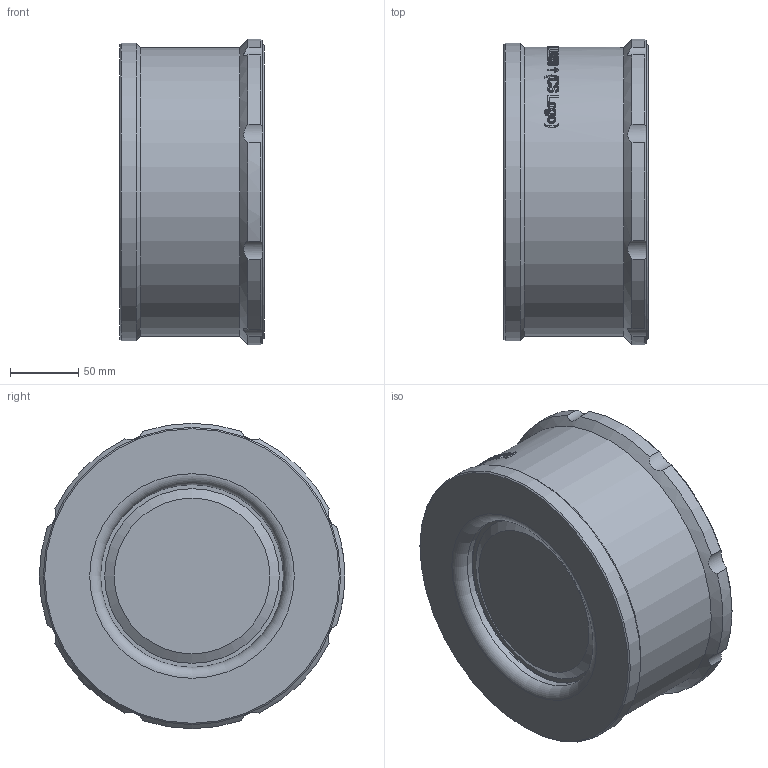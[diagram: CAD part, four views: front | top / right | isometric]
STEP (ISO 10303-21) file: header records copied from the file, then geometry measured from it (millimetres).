
FILE_DESCRIPTION(/* description */ ('Vorlage'),/* implementation_level */ '2;1');
FILE_NAME(/* name */ 'csd_____150_ari-armaturen02_1.stp',/* time_stamp */ '2019-10-04T14:28:48+02:00',/* author */ ('andreas_rotschi'),/* organization */ ('ChemValve-Schmid AG'),/* preprocessor_version */ 'ST-DEVELOPER v18',/* originating_system */ 'Autodesk Inventor 2020',/* authorisation */ '');
FILE_SCHEMA (('AUTOMOTIVE_DESIGN { 1 0 10303 214 3 1 1 }'));
Products named in the file (1): csd_____150_ari-armaturen02
Bounding box: 106 x 224 x 224 mm (x, y, z)
Volume: 1607300.5 mm3; surface area: 264791.4 mm2
Topology: 6 solids, 6 shells, 762 faces, 2044 edges, 1348 vertices
Faces by surface type: bspline 318, plane 236, cylinder 146, cone 35, torus 27
Full cylindrical faces by diameter (mm): 4.134 x1, 5 x1, 5.5 x1, 9.43 x1, 30 x1, 32 x1, 34 x1, 34.5 x1, 36.5 x1, 60 x1, 134 x1, 146 x1, 189 x1, 212 x1, 218 x1
Entity records: 94799 total; most frequent: CARTESIAN_POINT 77895, ORIENTED_EDGE 4072, DIRECTION 2538, EDGE_CURVE 2036, VERTEX_POINT 1348, AXIS2_PLACEMENT_3D 901, B_SPLINE_CURVE_WITH_KNOTS 837, EDGE_LOOP 830
